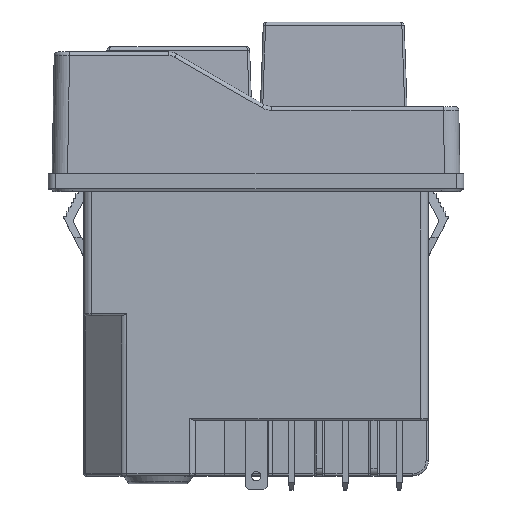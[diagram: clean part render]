
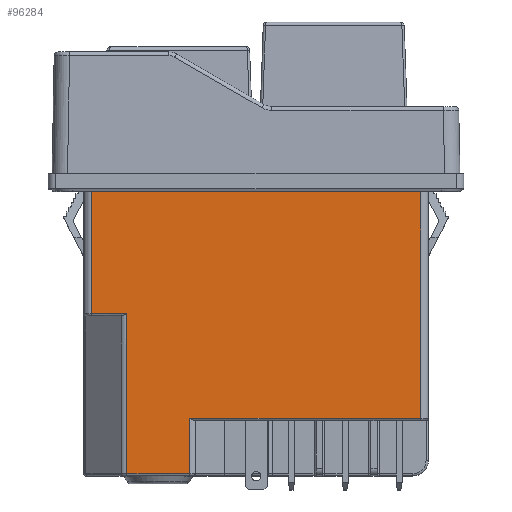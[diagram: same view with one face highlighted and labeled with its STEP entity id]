
A CAD part, top view. The second image highlights one B-rep face of the part: STEP entity #96284.
In plain terms, the highlighted planar face has unit normal (0, 0, 1).
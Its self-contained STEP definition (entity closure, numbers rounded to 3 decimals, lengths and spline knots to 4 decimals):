
#6434=FACE_OUTER_BOUND('',#11493,.T.);
#11493=EDGE_LOOP('',(#83988,#83989,#83990,#83991,#83992,#83993,#83994,#83995));
#20990=LINE('',#150153,#33506);
#22910=LINE('',#154111,#35426);
#22930=LINE('',#154193,#35446);
#22931=LINE('',#154196,#35447);
#22932=LINE('',#154198,#35448);
#22933=LINE('',#154200,#35449);
#22934=LINE('',#154201,#35450);
#22935=LINE('',#154202,#35451);
#33506=VECTOR('',#120005,0.3217);
#35426=VECTOR('',#123461,1.685);
#35446=VECTOR('',#123549,0.2835);
#35447=VECTOR('',#123552,1.378);
#35448=VECTOR('',#123553,0.8425);
#35449=VECTOR('',#123554,0.1817);
#35450=VECTOR('',#123555,0.8189);
#35451=VECTOR('',#123556,1.1817);
#43782=VERTEX_POINT('',#150148);
#43783=VERTEX_POINT('',#150152);
#45052=VERTEX_POINT('',#154108);
#45053=VERTEX_POINT('',#154110);
#45065=VERTEX_POINT('',#154184);
#45066=VERTEX_POINT('',#154195);
#45067=VERTEX_POINT('',#154197);
#45068=VERTEX_POINT('',#154199);
#56271=EDGE_CURVE('',#43782,#43783,#20990,.T.);
#58244=EDGE_CURVE('',#45052,#45053,#22910,.T.);
#58281=EDGE_CURVE('',#45065,#43782,#22930,.T.);
#58282=EDGE_CURVE('',#45066,#45053,#22931,.T.);
#58283=EDGE_CURVE('',#45052,#45067,#22932,.T.);
#58284=EDGE_CURVE('',#45067,#45068,#22933,.T.);
#58285=EDGE_CURVE('',#45068,#43783,#22934,.T.);
#58286=EDGE_CURVE('',#45065,#45066,#22935,.T.);
#83988=ORIENTED_EDGE('',*,*,#58282,.T.);
#83989=ORIENTED_EDGE('',*,*,#58244,.F.);
#83990=ORIENTED_EDGE('',*,*,#58283,.T.);
#83991=ORIENTED_EDGE('',*,*,#58284,.T.);
#83992=ORIENTED_EDGE('',*,*,#58285,.T.);
#83993=ORIENTED_EDGE('',*,*,#56271,.F.);
#83994=ORIENTED_EDGE('',*,*,#58281,.F.);
#83995=ORIENTED_EDGE('',*,*,#58286,.T.);
#91416=PLANE('',#102044);
#96284=ADVANCED_FACE('',(#6434),#91416,.T.);
#102044=AXIS2_PLACEMENT_3D('',#154194,#123550,#123551);
#120005=DIRECTION('',(-1.,0.,0.));
#123461=DIRECTION('',(1.,0.,0.));
#123549=DIRECTION('',(0.,-1.,0.));
#123550=DIRECTION('center_axis',(0.,0.,1.));
#123551=DIRECTION('ref_axis',(1.,0.,0.));
#123552=DIRECTION('',(0.,1.,0.));
#123553=DIRECTION('',(0.,-1.,0.));
#123554=DIRECTION('',(1.,0.,0.));
#123555=DIRECTION('',(0.,-1.,0.));
#123556=DIRECTION('',(1.,0.,0.));
#150148=CARTESIAN_POINT('',(-0.3391,-1.5906,0.4213));
#150152=CARTESIAN_POINT('',(-0.6609,-1.5906,0.4213));
#150153=CARTESIAN_POINT('',(-0.3391,-1.5906,0.4213));
#154108=CARTESIAN_POINT('',(-0.8425,0.0709,0.4213));
#154110=CARTESIAN_POINT('',(0.8425,0.0709,0.4213));
#154111=CARTESIAN_POINT('',(-0.8425,0.0709,0.4213));
#154184=CARTESIAN_POINT('',(-0.3391,-1.3071,0.4213));
#154193=CARTESIAN_POINT('',(-0.3391,-1.3071,0.4213));
#154194=CARTESIAN_POINT('Origin',(-0.8819,0.,0.4213));
#154195=CARTESIAN_POINT('',(0.8425,-1.3071,0.4213));
#154196=CARTESIAN_POINT('',(0.8425,-1.3071,0.4213));
#154197=CARTESIAN_POINT('',(-0.8425,-0.7717,0.4213));
#154198=CARTESIAN_POINT('',(-0.8425,0.0709,0.4213));
#154199=CARTESIAN_POINT('',(-0.6609,-0.7717,0.4213));
#154200=CARTESIAN_POINT('',(-0.8425,-0.7717,0.4213));
#154201=CARTESIAN_POINT('',(-0.6609,-0.7717,0.4213));
#154202=CARTESIAN_POINT('',(-0.3391,-1.3071,0.4213));
